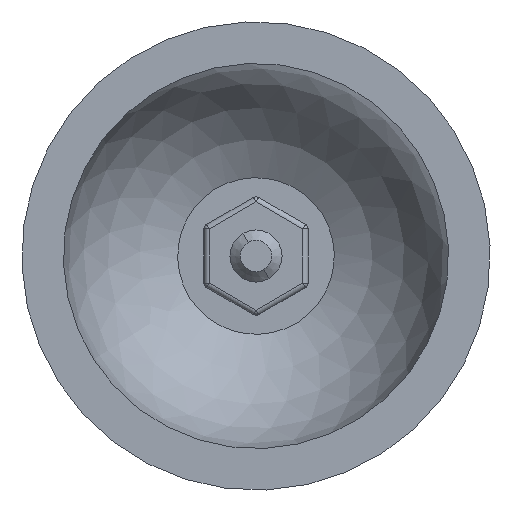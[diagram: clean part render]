
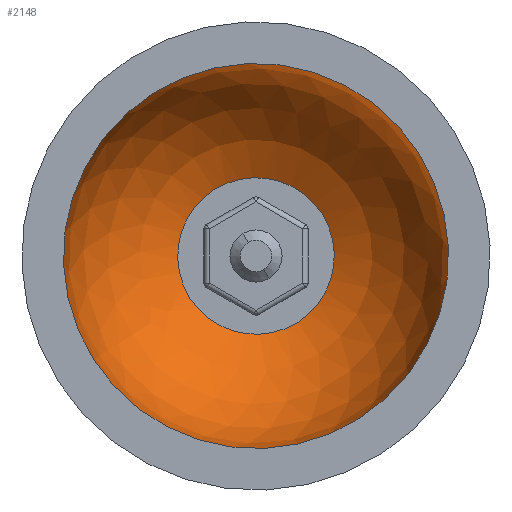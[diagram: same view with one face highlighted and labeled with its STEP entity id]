
A CAD part, front view. The second image highlights one B-rep face of the part: STEP entity #2148.
In plain terms, the highlighted spherical face has radius 18.5 mm.
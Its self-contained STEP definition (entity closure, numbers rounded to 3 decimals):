
#99 = CARTESIAN_POINT ( 'NONE',  ( 0., 0., 0. ) ) ;
#129 = FACE_BOUND ( 'NONE', #1528, .T. ) ;
#222 = DIRECTION ( 'NONE',  ( 0., 1., 0. ) ) ;
#267 = AXIS2_PLACEMENT_3D ( 'NONE', #1872, #313, #2933 ) ;
#295 = CARTESIAN_POINT ( 'NONE',  ( 0., -16.9, 0. ) ) ;
#313 = DIRECTION ( 'NONE',  ( 0., -1., 0. ) ) ;
#384 = FACE_OUTER_BOUND ( 'NONE', #3124, .T. ) ;
#703 = AXIS2_PLACEMENT_3D ( 'NONE', #1516, #1047, #1842 ) ;
#778 = CARTESIAN_POINT ( 'NONE',  ( 0., -16.9, 0. ) ) ;
#812 = DIRECTION ( 'NONE',  ( 1., 0., 0. ) ) ;
#918 = AXIS2_PLACEMENT_3D ( 'NONE', #99, #2728, #1904 ) ;
#1047 = DIRECTION ( 'NONE',  ( 0., 1., 0. ) ) ;
#1085 = AXIS2_PLACEMENT_3D ( 'NONE', #295, #2166, #2712 ) ;
#1089 = ORIENTED_EDGE ( 'NONE', *, *, #1468, .F. ) ;
#1138 = ORIENTED_EDGE ( 'NONE', *, *, #1817, .F. ) ;
#1303 = VERTEX_POINT ( 'NONE', #2901 ) ;
#1468 = EDGE_CURVE ( 'NONE', #1303, #3327, #2520, .T. ) ;
#1516 = CARTESIAN_POINT ( 'NONE',  ( 0., 0., 0. ) ) ;
#1528 = EDGE_LOOP ( 'NONE', ( #1089, #1138 ) ) ;
#1570 = AXIS2_PLACEMENT_3D ( 'NONE', #778, #222, #812 ) ;
#1734 = CARTESIAN_POINT ( 'NONE',  ( -7.526, -16.9, 0. ) ) ;
#1817 = EDGE_CURVE ( 'NONE', #3327, #1303, #3142, .T. ) ;
#1842 = DIRECTION ( 'NONE',  ( 1., 0., 0. ) ) ;
#1843 = EDGE_CURVE ( 'NONE', #2198, #3109, #2074, .T. ) ;
#1872 = CARTESIAN_POINT ( 'NONE',  ( 0., 0., 0. ) ) ;
#1904 = DIRECTION ( 'NONE',  ( 0., 0., 1. ) ) ;
#1961 = CARTESIAN_POINT ( 'NONE',  ( 0., 0., -18.5 ) ) ;
#2074 = CIRCLE ( 'NONE', #918, 18.5 ) ;
#2148 = ADVANCED_FACE ( 'NONE', ( #384, #129 ), #3148, .F. ) ;
#2166 = DIRECTION ( 'NONE',  ( 0., 1., 0. ) ) ;
#2198 = VERTEX_POINT ( 'NONE', #1961 ) ;
#2318 = EDGE_CURVE ( 'NONE', #3109, #2198, #3374, .T. ) ;
#2460 = ORIENTED_EDGE ( 'NONE', *, *, #1843, .F. ) ;
#2520 = CIRCLE ( 'NONE', #1570, 7.526 ) ;
#2562 = ORIENTED_EDGE ( 'NONE', *, *, #2318, .F. ) ;
#2712 = DIRECTION ( 'NONE',  ( 1., 0., 0. ) ) ;
#2728 = DIRECTION ( 'NONE',  ( 0., -1., 0. ) ) ;
#2901 = CARTESIAN_POINT ( 'NONE',  ( 7.526, -16.9, 0. ) ) ;
#2933 = DIRECTION ( 'NONE',  ( 0., 0., 1. ) ) ;
#2938 = CARTESIAN_POINT ( 'NONE',  ( 0., 0., 18.5 ) ) ;
#3109 = VERTEX_POINT ( 'NONE', #2938 ) ;
#3124 = EDGE_LOOP ( 'NONE', ( #2562, #2460 ) ) ;
#3142 = CIRCLE ( 'NONE', #1085, 7.526 ) ;
#3148 = SPHERICAL_SURFACE ( 'NONE', #703, 18.5 ) ;
#3327 = VERTEX_POINT ( 'NONE', #1734 ) ;
#3374 = CIRCLE ( 'NONE', #267, 18.5 ) ;
